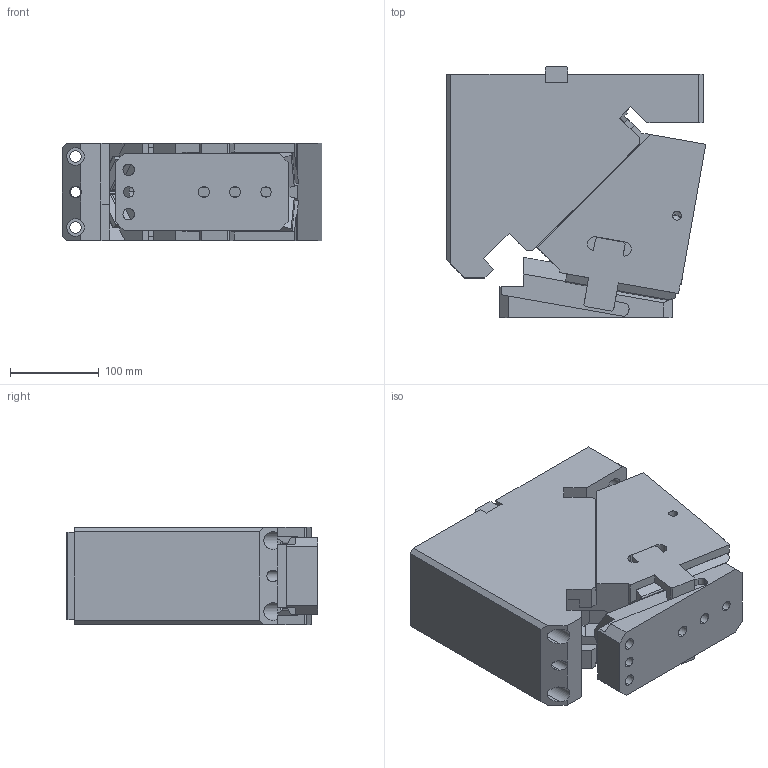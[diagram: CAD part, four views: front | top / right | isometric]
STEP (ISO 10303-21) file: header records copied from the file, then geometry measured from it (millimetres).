
FILE_DESCRIPTION(('CATIA V5 STEP Exchange'),'2;1');
FILE_NAME('CACV_F_110_10.stp','2015-04-27T06:36:35+00:00',('none'),('none'),'CATIA Version 5 Release 19 SP 2 (IN-10)','CATIA V5 STEP AP203','none');
FILE_SCHEMA(('CONFIG_CONTROL_DESIGN'));
Length unit declared in the file: millimetre
Products named in the file (1): CACV_F_110_10
Bounding box: 292.94 x 284 x 110 mm (x, y, z)
Volume: 6930714.5 mm3; surface area: 507436.8 mm2
Topology: 3 solids, 3 shells, 370 faces, 1037 edges, 669 vertices
Faces by surface type: plane 249, cylinder 115, cone 6
Entity records: 12652 total; most frequent: CARTESIAN_POINT 3336, ORIENTED_EDGE 2062, DIRECTION 1638, EDGE_CURVE 1031, VECTOR 778, LINE 778, VERTEX_POINT 669, AXIS2_PLACEMENT_3D 505
